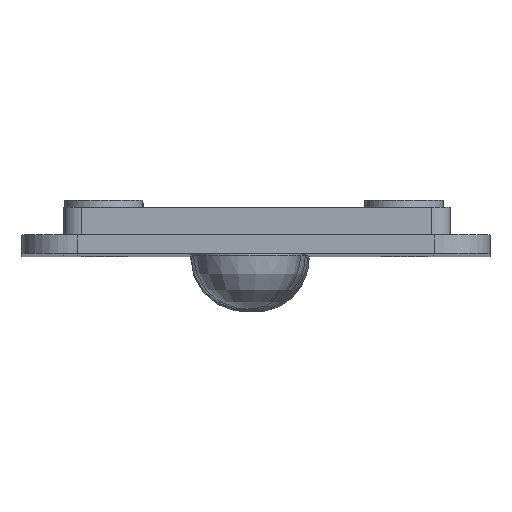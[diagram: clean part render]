
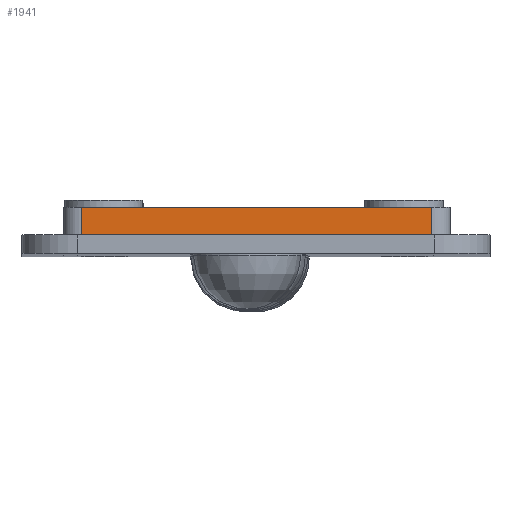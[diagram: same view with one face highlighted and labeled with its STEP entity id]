
A CAD part, top view. The second image highlights one B-rep face of the part: STEP entity #1941.
In plain terms, the highlighted planar face has unit normal (0, 0, 1).
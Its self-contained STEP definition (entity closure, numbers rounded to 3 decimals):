
#32 = PLANE('',#33);
#33 = AXIS2_PLACEMENT_3D('',#34,#35,#36);
#34 = CARTESIAN_POINT('',(2.35,1.5,86.112));
#35 = DIRECTION('',(0.,1.,0.));
#36 = DIRECTION('',(0.,0.,1.));
#560 = EDGE_CURVE('',#561,#563,#565,.T.);
#561 = VERTEX_POINT('',#562);
#562 = CARTESIAN_POINT('',(-7.147,1.5,140.159));
#563 = VERTEX_POINT('',#564);
#564 = CARTESIAN_POINT('',(11.847,1.5,140.159));
#565 = SURFACE_CURVE('',#566,(#570,#577),.PCURVE_S1.);
#566 = LINE('',#567,#568);
#567 = CARTESIAN_POINT('',(-7.986,1.5,140.159));
#568 = VECTOR('',#569,1.);
#569 = DIRECTION('',(1.,0.,0.));
#570 = PCURVE('',#32,#571);
#571 = DEFINITIONAL_REPRESENTATION('',(#572),#576);
#572 = LINE('',#573,#574);
#573 = CARTESIAN_POINT('',(54.047,-10.335));
#574 = VECTOR('',#575,1.);
#575 = DIRECTION('',(0.,1.));
#576 = ( GEOMETRIC_REPRESENTATION_CONTEXT(2) 
PARAMETRIC_REPRESENTATION_CONTEXT() REPRESENTATION_CONTEXT('2D SPACE',''
  ) );
#577 = PCURVE('',#578,#583);
#578 = PLANE('',#579);
#579 = AXIS2_PLACEMENT_3D('',#580,#581,#582);
#580 = CARTESIAN_POINT('',(-7.986,-1.,140.159));
#581 = DIRECTION('',(0.,0.,-1.));
#582 = DIRECTION('',(1.,0.,0.));
#583 = DEFINITIONAL_REPRESENTATION('',(#584),#588);
#584 = LINE('',#585,#586);
#585 = CARTESIAN_POINT('',(0.,-2.5));
#586 = VECTOR('',#587,1.);
#587 = DIRECTION('',(1.,0.));
#588 = ( GEOMETRIC_REPRESENTATION_CONTEXT(2) 
PARAMETRIC_REPRESENTATION_CONTEXT() REPRESENTATION_CONTEXT('2D SPACE',''
  ) );
#611 = CYLINDRICAL_SURFACE('',#612,1.);
#612 = AXIS2_PLACEMENT_3D('',#613,#614,#615);
#613 = CARTESIAN_POINT('',(11.847,0.,139.159));
#614 = DIRECTION('',(0.,1.,0.));
#615 = DIRECTION('',(1.,0.,0.));
#833 = ( BOUNDED_SURFACE() B_SPLINE_SURFACE(2,2,(
    (#834,#835,#836,#837,#838)
    ,(#839,#840,#841,#842,#843)
    ,(#844,#845,#846,#847,#848
)),.UNSPECIFIED.,.F.,.F.,.F.) B_SPLINE_SURFACE_WITH_KNOTS((3,3),(3,1,1,3
    ),(0.,1.5),(-0.092,0.,1.5,1.592),
.UNSPECIFIED.) GEOMETRIC_REPRESENTATION_ITEM() RATIONAL_B_SPLINE_SURFACE
((
    (1.,1.,1.,1.,1.)
    ,(0.707,0.707,0.707,0.707
      ,0.707)
,(1.,1.,1.,1.,1.))) REPRESENTATION_ITEM('') SURFACE() );
#834 = CARTESIAN_POINT('',(-7.147,-0.092,140.159));
#835 = CARTESIAN_POINT('',(-7.147,-0.046,140.159));
#836 = CARTESIAN_POINT('',(-7.147,0.75,140.159));
#837 = CARTESIAN_POINT('',(-7.147,1.546,140.159));
#838 = CARTESIAN_POINT('',(-7.147,1.592,140.159));
#839 = CARTESIAN_POINT('',(-8.147,-0.092,140.159));
#840 = CARTESIAN_POINT('',(-8.147,-0.046,140.159));
#841 = CARTESIAN_POINT('',(-8.147,0.75,140.159));
#842 = CARTESIAN_POINT('',(-8.147,1.546,140.159));
#843 = CARTESIAN_POINT('',(-8.147,1.592,140.159));
#844 = CARTESIAN_POINT('',(-8.147,-0.092,139.159));
#845 = CARTESIAN_POINT('',(-8.147,-0.046,139.159));
#846 = CARTESIAN_POINT('',(-8.147,0.75,139.159));
#847 = CARTESIAN_POINT('',(-8.147,1.546,139.159));
#848 = CARTESIAN_POINT('',(-8.147,1.592,139.159));
#1941 = ADVANCED_FACE('',(#1942),#578,.F.);
#1942 = FACE_BOUND('',#1943,.F.);
#1943 = EDGE_LOOP('',(#1944,#1974,#1999,#2000));
#1944 = ORIENTED_EDGE('',*,*,#1945,.F.);
#1945 = EDGE_CURVE('',#1946,#1948,#1950,.T.);
#1946 = VERTEX_POINT('',#1947);
#1947 = CARTESIAN_POINT('',(-7.147,0.,140.159));
#1948 = VERTEX_POINT('',#1949);
#1949 = CARTESIAN_POINT('',(11.847,0.,140.159));
#1950 = SURFACE_CURVE('',#1951,(#1955,#1962),.PCURVE_S1.);
#1951 = LINE('',#1952,#1953);
#1952 = CARTESIAN_POINT('',(-2.837,0.,140.159));
#1953 = VECTOR('',#1954,1.);
#1954 = DIRECTION('',(1.,0.,0.));
#1955 = PCURVE('',#578,#1956);
#1956 = DEFINITIONAL_REPRESENTATION('',(#1957),#1961);
#1957 = LINE('',#1958,#1959);
#1958 = CARTESIAN_POINT('',(5.149,-1.));
#1959 = VECTOR('',#1960,1.);
#1960 = DIRECTION('',(1.,0.));
#1961 = ( GEOMETRIC_REPRESENTATION_CONTEXT(2) 
PARAMETRIC_REPRESENTATION_CONTEXT() REPRESENTATION_CONTEXT('2D SPACE',''
  ) );
#1962 = PCURVE('',#1963,#1968);
#1963 = PLANE('',#1964);
#1964 = AXIS2_PLACEMENT_3D('',#1965,#1966,#1967);
#1965 = CARTESIAN_POINT('',(2.312,0.,86.15));
#1966 = DIRECTION('',(-0.,-1.,0.));
#1967 = DIRECTION('',(0.,0.,-1.));
#1968 = DEFINITIONAL_REPRESENTATION('',(#1969),#1973);
#1969 = LINE('',#1970,#1971);
#1970 = CARTESIAN_POINT('',(-54.009,-5.149));
#1971 = VECTOR('',#1972,1.);
#1972 = DIRECTION('',(0.,1.));
#1973 = ( GEOMETRIC_REPRESENTATION_CONTEXT(2) 
PARAMETRIC_REPRESENTATION_CONTEXT() REPRESENTATION_CONTEXT('2D SPACE',''
  ) );
#1974 = ORIENTED_EDGE('',*,*,#1975,.T.);
#1975 = EDGE_CURVE('',#1946,#561,#1976,.T.);
#1976 = SURFACE_CURVE('',#1977,(#1983,#1992),.PCURVE_S1.);
#1977 = B_SPLINE_CURVE_WITH_KNOTS('',2,(#1978,#1979,#1980,#1981,#1982),
  .UNSPECIFIED.,.F.,.F.,(3,1,1,3),(-0.092,0.,1.5,
    1.592),.UNSPECIFIED.);
#1978 = CARTESIAN_POINT('',(-7.147,-0.092,140.159));
#1979 = CARTESIAN_POINT('',(-7.147,-0.046,140.159));
#1980 = CARTESIAN_POINT('',(-7.147,0.75,140.159));
#1981 = CARTESIAN_POINT('',(-7.147,1.546,140.159));
#1982 = CARTESIAN_POINT('',(-7.147,1.592,140.159));
#1983 = PCURVE('',#578,#1984);
#1984 = DEFINITIONAL_REPRESENTATION('',(#1985),#1991);
#1985 = B_SPLINE_CURVE_WITH_KNOTS('',2,(#1986,#1987,#1988,#1989,#1990),
  .UNSPECIFIED.,.F.,.F.,(3,1,1,3),(-0.092,0.,1.5,
    1.592),.UNSPECIFIED.);
#1986 = CARTESIAN_POINT('',(0.838,-0.908));
#1987 = CARTESIAN_POINT('',(0.838,-0.954));
#1988 = CARTESIAN_POINT('',(0.838,-1.75));
#1989 = CARTESIAN_POINT('',(0.838,-2.546));
#1990 = CARTESIAN_POINT('',(0.838,-2.592));
#1991 = ( GEOMETRIC_REPRESENTATION_CONTEXT(2) 
PARAMETRIC_REPRESENTATION_CONTEXT() REPRESENTATION_CONTEXT('2D SPACE',''
  ) );
#1992 = PCURVE('',#833,#1993);
#1993 = DEFINITIONAL_REPRESENTATION('',(#1994),#1998);
#1994 = LINE('',#1995,#1996);
#1995 = CARTESIAN_POINT('',(0.,0.));
#1996 = VECTOR('',#1997,1.);
#1997 = DIRECTION('',(0.,1.));
#1998 = ( GEOMETRIC_REPRESENTATION_CONTEXT(2) 
PARAMETRIC_REPRESENTATION_CONTEXT() REPRESENTATION_CONTEXT('2D SPACE',''
  ) );
#1999 = ORIENTED_EDGE('',*,*,#560,.T.);
#2000 = ORIENTED_EDGE('',*,*,#2001,.F.);
#2001 = EDGE_CURVE('',#1948,#563,#2002,.T.);
#2002 = SURFACE_CURVE('',#2003,(#2007,#2014),.PCURVE_S1.);
#2003 = LINE('',#2004,#2005);
#2004 = CARTESIAN_POINT('',(11.847,0.,140.159));
#2005 = VECTOR('',#2006,1.);
#2006 = DIRECTION('',(0.,1.,0.));
#2007 = PCURVE('',#578,#2008);
#2008 = DEFINITIONAL_REPRESENTATION('',(#2009),#2013);
#2009 = LINE('',#2010,#2011);
#2010 = CARTESIAN_POINT('',(19.832,-1.));
#2011 = VECTOR('',#2012,1.);
#2012 = DIRECTION('',(0.,-1.));
#2013 = ( GEOMETRIC_REPRESENTATION_CONTEXT(2) 
PARAMETRIC_REPRESENTATION_CONTEXT() REPRESENTATION_CONTEXT('2D SPACE',''
  ) );
#2014 = PCURVE('',#611,#2015);
#2015 = DEFINITIONAL_REPRESENTATION('',(#2016),#2020);
#2016 = LINE('',#2017,#2018);
#2017 = CARTESIAN_POINT('',(-1.571,0.));
#2018 = VECTOR('',#2019,1.);
#2019 = DIRECTION('',(-0.,1.));
#2020 = ( GEOMETRIC_REPRESENTATION_CONTEXT(2) 
PARAMETRIC_REPRESENTATION_CONTEXT() REPRESENTATION_CONTEXT('2D SPACE',''
  ) );
